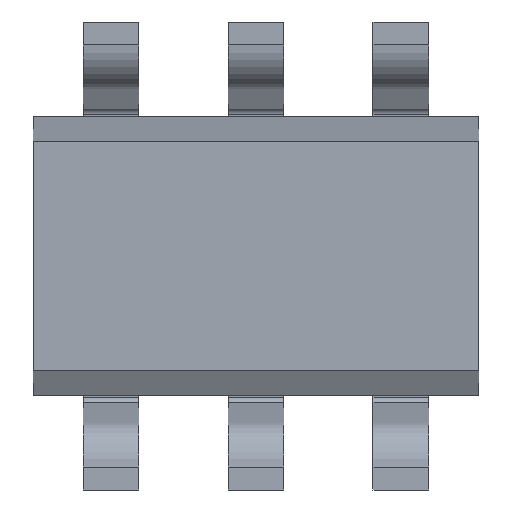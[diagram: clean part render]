
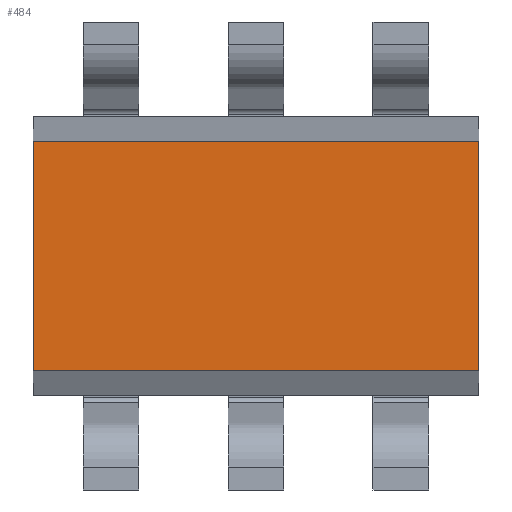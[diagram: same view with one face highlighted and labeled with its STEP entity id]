
A CAD part, front view. The second image highlights one B-rep face of the part: STEP entity #484.
In plain terms, the highlighted planar face has unit normal (0, -1, 0).
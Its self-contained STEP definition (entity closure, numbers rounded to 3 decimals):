
#31=DIRECTION ( 'NONE',  ( -1., 0., 0. ) );
#71=CARTESIAN_POINT ( 'NONE',  ( 1., 0.075, 0.515 ) );
#120=EDGE_CURVE ( 'NONE', #452, #975, #1233, .T. );
#164=VERTEX_POINT ( 'NONE', #845 );
#190=VECTOR ( 'NONE', #31, 1000. );
#235=EDGE_CURVE ( 'NONE', #975, #551, #1954, .T. );
#255=DIRECTION ( 'NONE',  ( 0., 1., 0. ) );
#292=PLANE ( 'NONE',  #1032 );
#389=DIRECTION ( 'NONE',  ( 0., 0., -1. ) );
#414=CARTESIAN_POINT ( 'NONE',  ( -1., 0.075, -0.515 ) );
#437=LINE ( 'NONE', #845, #190 );
#452=VERTEX_POINT ( 'NONE', #71 );
#469=DIRECTION ( 'NONE',  ( 0., 0., 1. ) );
#470=VECTOR ( 'NONE', #389, 1000. );
#484=ADVANCED_FACE ( 'NONE', ( #1405 ), #292, .F. );
#501=ORIENTED_EDGE ( 'NONE', *, *, #235, .T. );
#551=VERTEX_POINT ( 'NONE', #414 );
#585=ORIENTED_EDGE ( 'NONE', *, *, #120, .T. );
#704=EDGE_CURVE ( 'NONE', #164, #551, #437, .T. );
#765=LINE ( 'NONE', #71, #470 );
#798=EDGE_CURVE ( 'NONE', #452, #164, #765, .T. );
#845=CARTESIAN_POINT ( 'NONE',  ( 1., 0.075, -0.515 ) );
#975=VERTEX_POINT ( 'NONE', #1379 );
#1032=AXIS2_PLACEMENT_3D ( 'NONE', #71, #255, #469 );
#1233=LINE ( 'NONE', #71, #190 );
#1379=CARTESIAN_POINT ( 'NONE',  ( -1., 0.075, 0.515 ) );
#1405=FACE_OUTER_BOUND ( 'NONE', #1916, .T. );
#1580=ORIENTED_EDGE ( 'NONE', *, *, #704, .F. );
#1802=ORIENTED_EDGE ( 'NONE', *, *, #798, .F. );
#1916=EDGE_LOOP ( 'NONE', ( #501, #1580, #1802, #585 ) );
#1954=LINE ( 'NONE', #1379, #470 );
